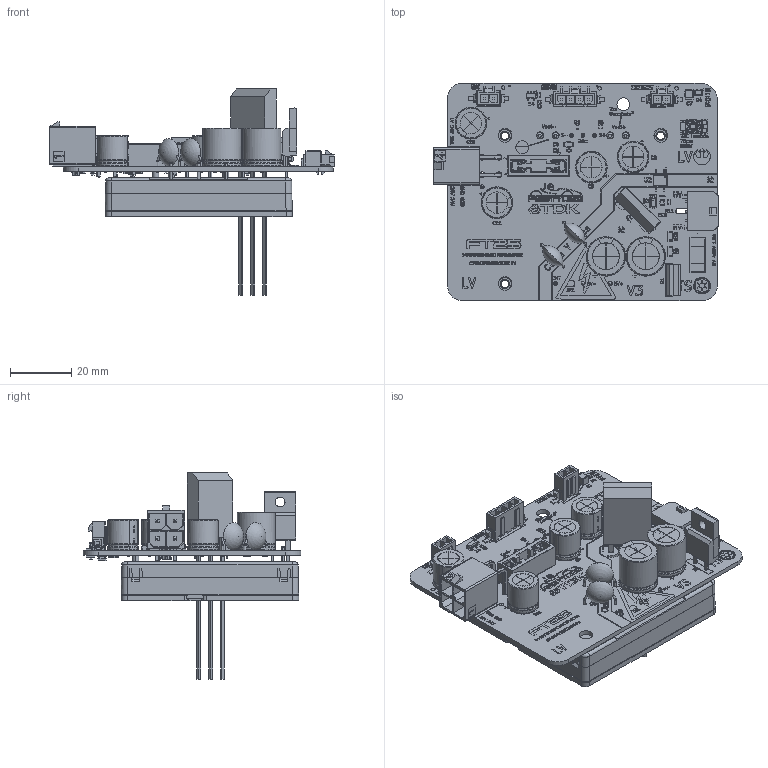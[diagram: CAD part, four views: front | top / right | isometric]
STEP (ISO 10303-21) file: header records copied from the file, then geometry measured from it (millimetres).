
FILE_DESCRIPTION(('KiCad electronic assembly'),'2;1');
FILE_NAME('TDK_DCDC_pcb.step','2025-05-03T18:32:35',('Pcbnew'),('Kicad') ,'Open CASCADE STEP processor 7.8','KiCad to STEP converter','Unknown' );
FILE_SCHEMA(('AUTOMOTIVE_DESIGN { 1 0 10303 214 1 1 1 1 }'));
Length unit declared in the file: millimetre
Products named in the file (34): TDK_DCDC_pcb 1; C_1210_3225Metric; R_0603_1608Metric; C_0805_2012Metric; C_Disc_D9.0mm_W5.0mm_P10.00mm; Micro_Mate-N-Lok_2p_vertical; CP_Radial_D12.5mm_P5.00mm; CP_Radial_D10.0mm_P5.00mm; 5A HV Fuse; C_1206_3216Metric; C_0603_1608Metric; IPW60R045CPA; Body; PinsArray; SOT-323_SC-70; Molex_microfit; R_1206_3216Metric; 140356145200; PinsArrayLR; Micro_Mate-N-Lok_4p_vertical; TO-220F-2_Vertical; Fuseholder; SOT-23-5; Molex-megafit; SOLID; COMPOUND; D_SOD-123; LED_0603_1608Metric; R_0805_2012Metric; PH600A280-24; R_2512_6332Metric; TDK_DCDC_pcb_silkscreen; TDK_DCDC_pcb_PCB
Assembly tree (48 placements, depth 3):
  TDK_DCDC_pcb 1
    C_1210_3225Metric
    R_0603_1608Metric  x6
    C_0805_2012Metric
    C_Disc_D9.0mm_W5.0mm_P10.00mm  x2
    Micro_Mate-N-Lok_2p_vertical  x2
    CP_Radial_D12.5mm_P5.00mm  x2
    CP_Radial_D10.0mm_P5.00mm  x4
    5A HV Fuse
    C_1206_3216Metric
    C_0603_1608Metric  x2
    IPW60R045CPA
      Body
      PinsArray
    SOT-323_SC-70
    Molex_microfit
    R_1206_3216Metric  x2
    140356145200
      Body
      PinsArrayLR
    Micro_Mate-N-Lok_4p_vertical
    TO-220F-2_Vertical
    Fuseholder
    SOT-23-5  x2
    Molex-megafit
      SOLID
      COMPOUND
    D_SOD-123
    LED_0603_1608Metric  x2
    R_0805_2012Metric
    PH600A280-24
    R_2512_6332Metric
    TDK_DCDC_pcb_silkscreen
    TDK_DCDC_pcb_PCB
Bounding box: 92.75 x 71.01 x 67.2 mm (x, y, z)
Volume: 65230.3 mm3; surface area: 38447.8 mm2
Topology: 56 solids, 458 shells, 4365 faces, 18295 edges, 14521 vertices
Faces by surface type: plane 2746, cylinder 1141, bspline 169, torus 136, sphere 78, cone 51, revolution 40, extrusion 4
Full cylindrical faces by diameter (mm): 0.45 x1, 0.7 x16, 0.9 x8, 1 x8, 1.2 x6, 1.245 x6, 1.6 x4, 1.69 x3, 1.854 x4, 2.261 x4, 2.54 x2, 3.048 x1, 3.18 x1, 4.182 x2, 4.5 x3
Entity records: 193791 total; most frequent: CARTESIAN_POINT 45409, DIRECTION 26199, ORIENTED_EDGE 24594, EDGE_CURVE 16292, VERTEX_POINT 13255, VECTOR 12021, LINE 12017, AXIS2_PLACEMENT_3D 7079
